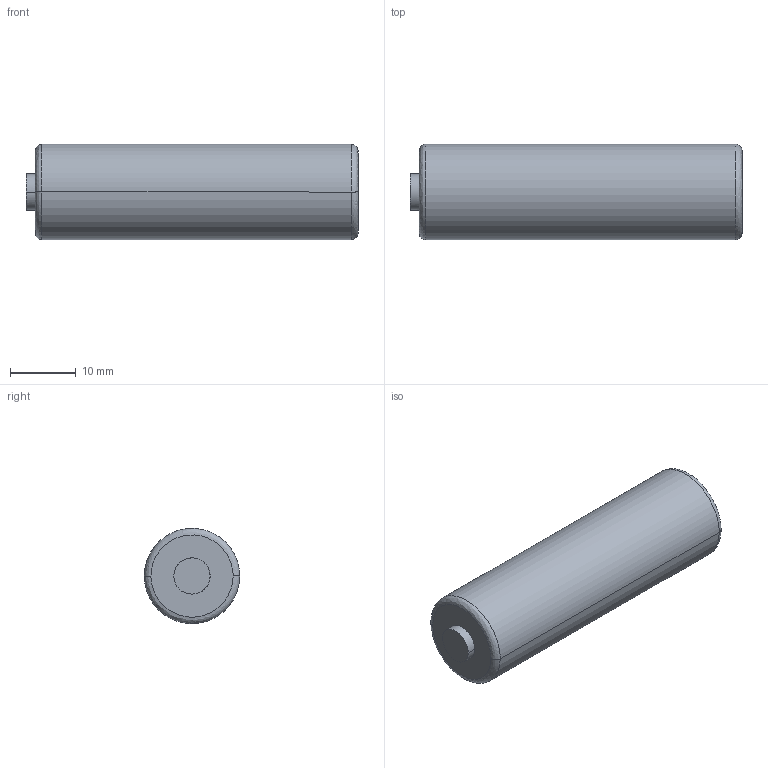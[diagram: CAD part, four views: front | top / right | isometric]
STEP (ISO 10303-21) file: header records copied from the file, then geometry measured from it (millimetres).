
FILE_DESCRIPTION (( 'STEP AP214' ), '1' );
FILE_NAME ('AA Bat.STEP', '2022-07-08T07:00:45', ( '' ), ( '' ), 'SwSTEP 2.0', 'SolidWorks 2018', '' );
FILE_SCHEMA (( 'AUTOMOTIVE_DESIGN' ));
Length unit declared in the file: millimetre
Products named in the file (1): AA Bat
Bounding box: 50.5 x 14.5 x 14.47 mm (x, y, z)
Volume: 8124 mm3; surface area: 2551.4 mm2
Topology: 1 solids, 1 shells, 11 faces, 20 edges, 12 vertices
Faces by surface type: bspline 8, plane 3
Entity records: 467 total; most frequent: CARTESIAN_POINT 299, ORIENTED_EDGE 40, EDGE_CURVE 20, EDGE_LOOP 12, VERTEX_POINT 12, FACE_OUTER_BOUND 11, ADVANCED_FACE 11, B_SPLINE_CURVE_WITH_KNOTS 8
